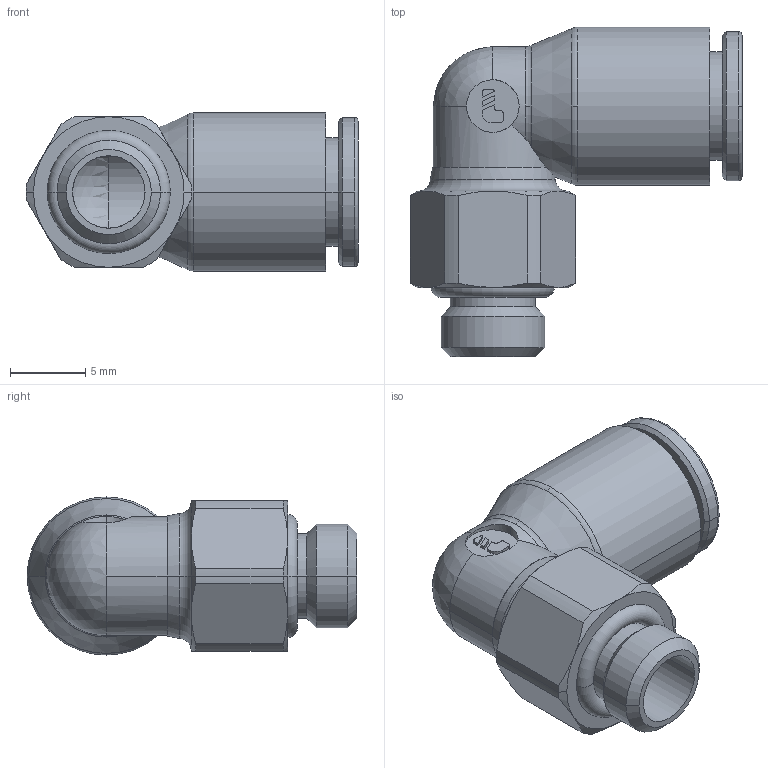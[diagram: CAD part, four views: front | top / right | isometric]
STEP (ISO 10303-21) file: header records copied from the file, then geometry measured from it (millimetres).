
FILE_DESCRIPTION(('STEP AP214'),'1');
FILE_NAME('3199_06_55.stp','2016-07-07T14:54:02',('TraceParts'),('TraceParts S.A.'),'Spatial InterOp 3D',' ',' ');
FILE_SCHEMA(('automotive_design'));
Length unit declared in the file: millimetre
Products named in the file (1): 1
Bounding box: 22.05 x 21.9 x 10.5 mm (x, y, z)
Volume: 1423.9 mm3; surface area: 1741.2 mm2
Topology: 1 solids, 1 shells, 108 faces, 269 edges, 167 vertices
Faces by surface type: cylinder 36, plane 32, cone 26, torus 11, sphere 3
Entity records: 3544 total; most frequent: CARTESIAN_POINT 962, DIRECTION 577, ORIENTED_EDGE 528, EDGE_CURVE 264, AXIS2_PLACEMENT_3D 242, VERTEX_POINT 167, CIRCLE 131, EDGE_LOOP 119
